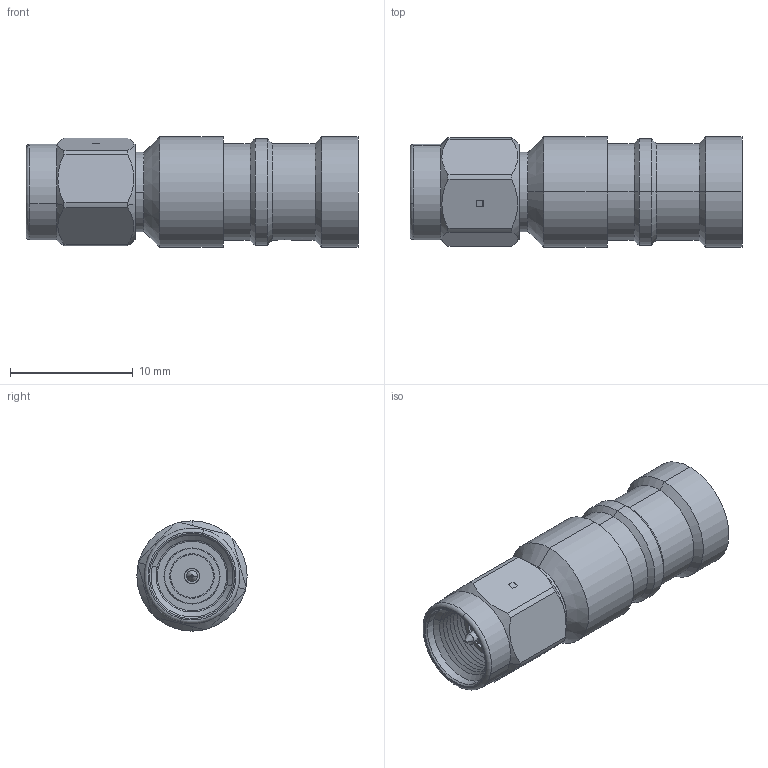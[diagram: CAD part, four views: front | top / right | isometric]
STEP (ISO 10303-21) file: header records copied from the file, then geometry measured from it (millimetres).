
FILE_DESCRIPTION (( 'STEP AP214' ), '1' );
FILE_NAME ('TC-250-SM-LP_3D.STEP', '2021-09-08T14:48:59', ( '' ), ( '' ), 'SwSTEP 2.0', 'SolidWorks 2021', '' );
FILE_SCHEMA (( 'AUTOMOTIVE_DESIGN' ));
Length unit declared in the file: inch
Products named in the file (1): TC-250-SM-LP_3D
Bounding box: 27.1 x 9 x 9 mm (x, y, z)
Volume: 1051.8 mm3; surface area: 1372.9 mm2
Topology: 1 solids, 2 shells, 145 faces, 312 edges, 184 vertices
Faces by surface type: cone 60, cylinder 50, plane 33, torus 2
Entity records: 3992 total; most frequent: DIRECTION 742, CARTESIAN_POINT 728, ORIENTED_EDGE 624, EDGE_CURVE 312, AXIS2_PLACEMENT_3D 300, VERTEX_POINT 184, EDGE_LOOP 162, CIRCLE 154
